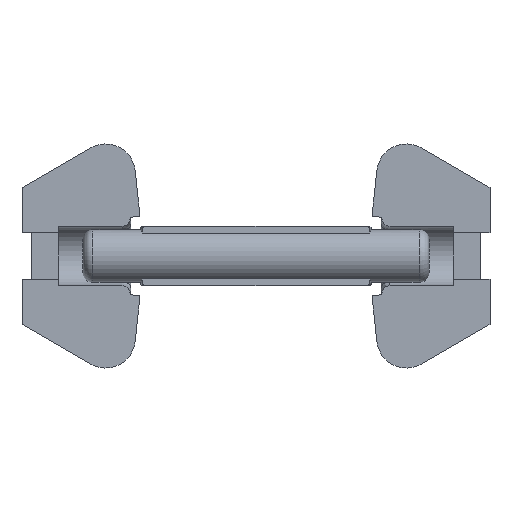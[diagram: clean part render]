
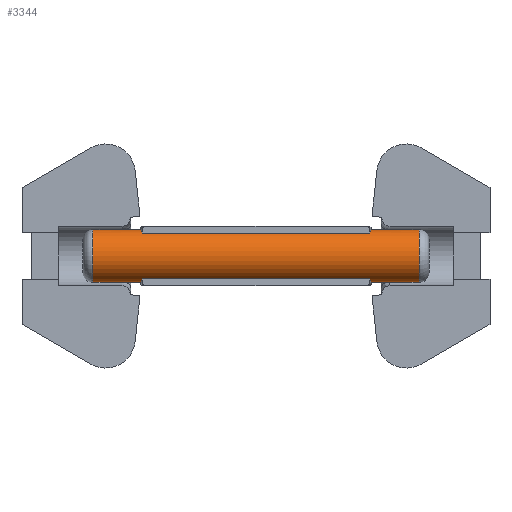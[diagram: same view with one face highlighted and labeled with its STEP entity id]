
A CAD part, front view. The second image highlights one B-rep face of the part: STEP entity #3344.
In plain terms, the highlighted cylindrical face has radius 8 mm (diameter 16 mm), a partial arc.
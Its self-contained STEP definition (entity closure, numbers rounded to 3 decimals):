
#22=CARTESIAN_POINT('',(-49.5,0.,0.));
#23=DIRECTION('',(-1.,0.,0.));
#24=DIRECTION('',(0.,0.,-1.));
#25=AXIS2_PLACEMENT_3D('',#22,#23,#24);
#32=DIRECTION('',(1.,0.,0.));
#33=VECTOR('',#32,14.549);
#34=CARTESIAN_POINT('',(-49.5,0.,8.));
#35=LINE('',#34,#33);
#36=DIRECTION('',(1.,0.,0.));
#37=VECTOR('',#36,14.549);
#38=CARTESIAN_POINT('',(34.951,0.,8.));
#39=LINE('',#38,#37);
#40=DIRECTION('',(1.,0.,0.));
#41=VECTOR('',#40,14.549);
#42=CARTESIAN_POINT('',(-49.5,0.,-8.));
#43=LINE('',#42,#41);
#44=DIRECTION('',(1.,0.,0.));
#45=VECTOR('',#44,14.549);
#46=CARTESIAN_POINT('',(34.951,0.,-8.));
#47=LINE('',#46,#45);
#117=CARTESIAN_POINT('',(-34.951,0.,8.));
#118=CARTESIAN_POINT('',(-34.801,-1.428,8.));
#119=CARTESIAN_POINT('',(-34.661,-2.762,7.643));
#120=CARTESIAN_POINT('',(-34.531,-4.,6.928));
#122=CARTESIAN_POINT('',(-34.531,-4.,-6.928));
#123=CARTESIAN_POINT('',(-34.661,-2.762,
-7.643));
#124=CARTESIAN_POINT('',(-34.801,-1.428,-8.));
#125=CARTESIAN_POINT('',(-34.951,0.,-8.));
#270=DIRECTION('',(1.,0.,0.));
#271=VECTOR('',#270,69.061);
#272=CARTESIAN_POINT('',(-34.531,-4.,6.928));
#273=LINE('',#272,#271);
#282=DIRECTION('',(1.,0.,0.));
#283=VECTOR('',#282,69.061);
#284=CARTESIAN_POINT('',(-34.531,-4.,-6.928));
#285=LINE('',#284,#283);
#2050=CARTESIAN_POINT('',(34.951,0.,8.));
#2051=CARTESIAN_POINT('',(34.801,-1.428,8.));
#2052=CARTESIAN_POINT('',(34.661,-2.762,7.643));
#2053=CARTESIAN_POINT('',(34.531,-4.,6.928));
#2063=CARTESIAN_POINT('',(34.531,-4.,-6.928));
#2064=CARTESIAN_POINT('',(34.661,-2.762,
-7.643));
#2065=CARTESIAN_POINT('',(34.801,-1.428,-8.));
#2066=CARTESIAN_POINT('',(34.951,0.,-8.));
#2708=CARTESIAN_POINT('',(49.5,0.,0.));
#2709=DIRECTION('',(1.,0.,0.));
#2710=DIRECTION('',(0.,0.,1.));
#2711=AXIS2_PLACEMENT_3D('',#2708,#2709,#2710);
#2722=CARTESIAN_POINT('',(49.5,0.,-8.));
#2723=CARTESIAN_POINT('',(49.5,0.,8.));
#2724=VERTEX_POINT('',#2722);
#2725=VERTEX_POINT('',#2723);
#2730=CARTESIAN_POINT('',(-49.5,0.,8.));
#2731=CARTESIAN_POINT('',(-49.5,0.,-8.));
#2732=VERTEX_POINT('',#2730);
#2733=VERTEX_POINT('',#2731);
#2790=VERTEX_POINT('',#117);
#2791=VERTEX_POINT('',#120);
#2792=VERTEX_POINT('',#122);
#2793=VERTEX_POINT('',#125);
#2794=CARTESIAN_POINT('',(34.531,-4.,6.928));
#2795=VERTEX_POINT('',#2794);
#2796=CARTESIAN_POINT('',(34.531,-4.,-6.928));
#2797=VERTEX_POINT('',#2796);
#2798=VERTEX_POINT('',#2050);
#2799=VERTEX_POINT('',#2066);
#3314=CARTESIAN_POINT('',(-52.5,0.,0.));
#3315=DIRECTION('',(1.,0.,0.));
#3316=DIRECTION('',(0.,0.,-1.));
#3317=AXIS2_PLACEMENT_3D('',#3314,#3315,#3316);
#3318=CYLINDRICAL_SURFACE('',#3317,8.);
#3320=ORIENTED_EDGE('',*,*,#3319,.F.);
#3321=ORIENTED_EDGE('',*,*,#3308,.T.);
#3323=ORIENTED_EDGE('',*,*,#3322,.T.);
#3325=ORIENTED_EDGE('',*,*,#3324,.T.);
#3327=ORIENTED_EDGE('',*,*,#3326,.T.);
#3329=ORIENTED_EDGE('',*,*,#3328,.F.);
#3331=ORIENTED_EDGE('',*,*,#3330,.T.);
#3333=ORIENTED_EDGE('',*,*,#3332,.T.);
#3335=ORIENTED_EDGE('',*,*,#3334,.F.);
#3337=ORIENTED_EDGE('',*,*,#3336,.F.);
#3339=ORIENTED_EDGE('',*,*,#3338,.F.);
#3341=ORIENTED_EDGE('',*,*,#3340,.T.);
#3342=EDGE_LOOP('',(#3320,#3321,#3323,#3325,#3327,#3329,#3331,#3333,#3335,#3337,
#3339,#3341));
#3343=FACE_OUTER_BOUND('',#3342,.F.);
#3344=ADVANCED_FACE('',(#3343),#3318,.T.);
#26=CIRCLE('',#25,8.);
#121=B_SPLINE_CURVE_WITH_KNOTS('',3,(#117,#118,#119,#120),.UNSPECIFIED.,.F.,.F.,
(4,4),(0.,1.),.UNSPECIFIED.);
#126=B_SPLINE_CURVE_WITH_KNOTS('',3,(#122,#123,#124,#125),.UNSPECIFIED.,.F.,.F.,
(4,4),(0.,1.),.UNSPECIFIED.);
#2054=B_SPLINE_CURVE_WITH_KNOTS('',3,(#2050,#2051,#2052,#2053),.UNSPECIFIED.,
.F.,.F.,(4,4),(0.,1.),.UNSPECIFIED.);
#2067=B_SPLINE_CURVE_WITH_KNOTS('',3,(#2063,#2064,#2065,#2066),.UNSPECIFIED.,
.F.,.F.,(4,4),(0.,1.),.UNSPECIFIED.);
#2712=CIRCLE('',#2711,8.);
#3308=EDGE_CURVE('',#2733,#2732,#26,.T.);
#3319=EDGE_CURVE('',#2733,#2793,#43,.T.);
#3322=EDGE_CURVE('',#2732,#2790,#35,.T.);
#3324=EDGE_CURVE('',#2790,#2791,#121,.T.);
#3326=EDGE_CURVE('',#2791,#2795,#273,.T.);
#3328=EDGE_CURVE('',#2798,#2795,#2054,.T.);
#3330=EDGE_CURVE('',#2798,#2725,#39,.T.);
#3332=EDGE_CURVE('',#2725,#2724,#2712,.T.);
#3334=EDGE_CURVE('',#2799,#2724,#47,.T.);
#3336=EDGE_CURVE('',#2797,#2799,#2067,.T.);
#3338=EDGE_CURVE('',#2792,#2797,#285,.T.);
#3340=EDGE_CURVE('',#2792,#2793,#126,.T.);
